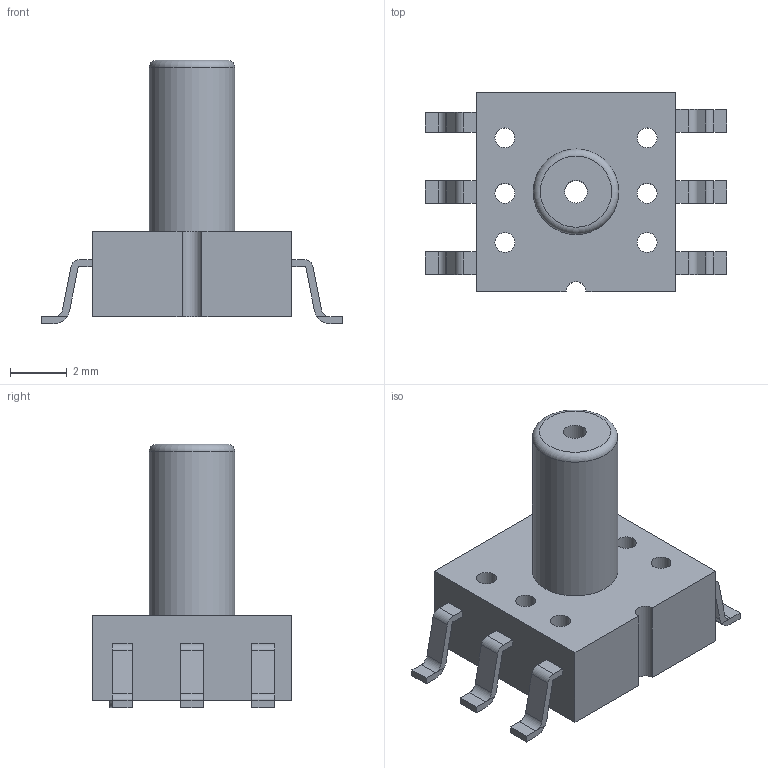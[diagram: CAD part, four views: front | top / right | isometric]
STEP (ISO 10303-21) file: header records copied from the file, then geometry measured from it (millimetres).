
FILE_DESCRIPTION(/* description */ (''),/* implementation_level */ '2;1');
FILE_NAME(/* name */ 'GZP6869 v6.step',/* time_stamp */ '2022-11-10T10:10:03+07:00',/* author */ (''),/* organization */ (''),/* preprocessor_version */ 'ST-DEVELOPER v19.2',/* originating_system */ 'Autodesk Translation Framework v11.17.0.187',/* authorisation */ '');
FILE_SCHEMA (('AUTOMOTIVE_DESIGN { 1 0 10303 214 3 1 1 }'));
Length unit declared in the file: millimetre
Products named in the file (1): GZP6869
Bounding box: 10.6 x 7 x 9.25 mm (x, y, z)
Volume: 161.4 mm3; surface area: 360.6 mm2
Topology: 8 solids, 8 shells, 125 faces, 309 edges, 206 vertices
Faces by surface type: plane 84, cylinder 40, torus 1
Full cylindrical faces by diameter (mm): 0.7 x6, 0.8 x1, 3 x2
Entity records: 3778 total; most frequent: DIRECTION 644, CARTESIAN_POINT 641, ORIENTED_EDGE 618, EDGE_CURVE 309, LINE 226, VECTOR 226, AXIS2_PLACEMENT_3D 209, VERTEX_POINT 206
